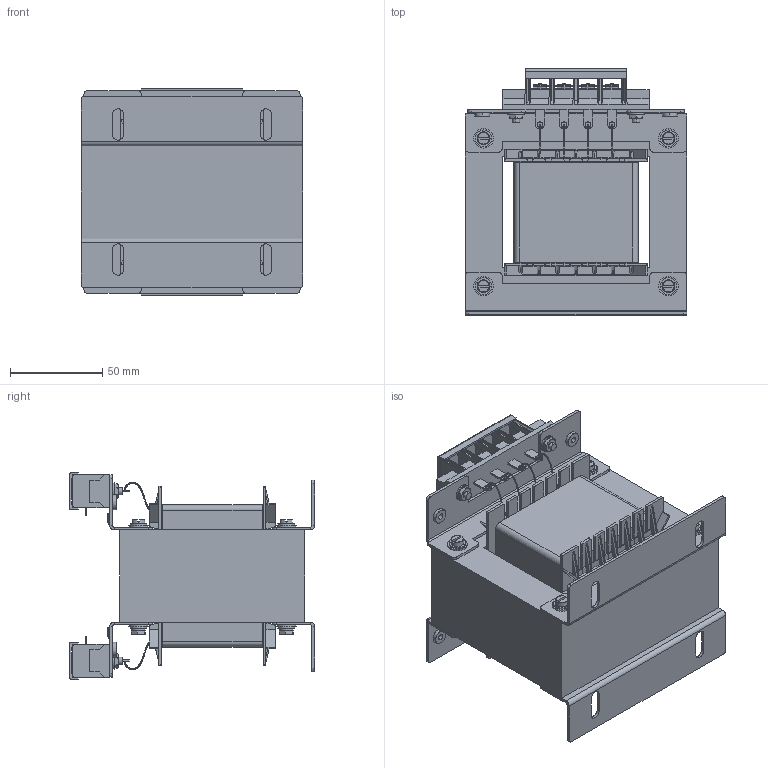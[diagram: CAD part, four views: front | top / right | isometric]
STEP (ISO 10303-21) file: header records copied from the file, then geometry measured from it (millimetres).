
FILE_DESCRIPTION (( 'STEP AP214' ), '1' );
FILE_NAME ('9105.STEP', '2025-04-02T10:23:56', ( '' ), ( '' ), 'SwSTEP 2.0', 'SolidWorks 2022', '' );
FILE_SCHEMA (( 'AUTOMOTIVE_DESIGN' ));
Length unit declared in the file: millimetre
Products named in the file (1): 9105
Bounding box: 120 x 133 x 111.78 mm (x, y, z)
Volume: 727618.7 mm3; surface area: 218415.3 mm2
Topology: 75 solids, 75 shells, 3399 faces, 8653 edges, 5422 vertices
Faces by surface type: plane 2106, cylinder 737, bspline 232, torus 180, cone 144
Entity records: 151410 total; most frequent: CARTESIAN_POINT 33479, ORIENTED_EDGE 17242, DIRECTION 15243, EDGE_CURVE 8621, LINE 5699, VECTOR 5699, VERTEX_POINT 5422, AXIS2_PLACEMENT_3D 4772
